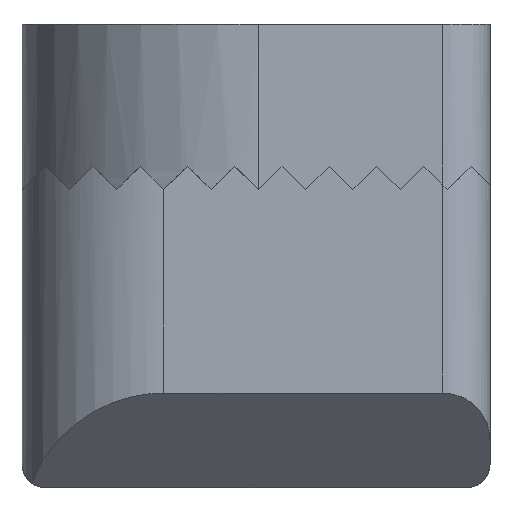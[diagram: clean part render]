
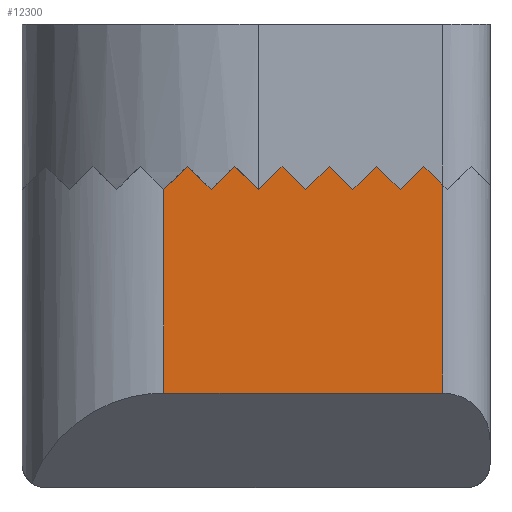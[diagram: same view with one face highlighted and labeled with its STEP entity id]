
A CAD part, front view. The second image highlights one B-rep face of the part: STEP entity #12300.
In plain terms, the highlighted planar face has unit normal (0, -1, 0).
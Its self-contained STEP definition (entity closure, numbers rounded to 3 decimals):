
#1420=CARTESIAN_POINT('',(2.7,0.,2.));
#1430=DIRECTION('',(-0.707,0.,-0.707));
#1440=VECTOR('',#1430,1.);
#1450=LINE('',#1420,#1440);
#1460=CARTESIAN_POINT('',(7.5,0.,6.8));
#1470=VERTEX_POINT('',#1460);
#1480=CARTESIAN_POINT('',(7.,0.,6.3));
#1490=VERTEX_POINT('',#1480);
#1500=EDGE_CURVE('',#1470,#1490,#1450,.T.);
#9680=CARTESIAN_POINT('',(3.,0.,2.));
#9690=VERTEX_POINT('',#9680);
#9720=CARTESIAN_POINT('',(5.95,0.,2.));
#9730=DIRECTION('',(1.,0.,0.));
#9740=VECTOR('',#9730,1.);
#9750=LINE('',#9720,#9740);
#9760=CARTESIAN_POINT('',(8.9,0.,2.));
#9770=VERTEX_POINT('',#9760);
#9780=EDGE_CURVE('',#9690,#9770,#9750,.T.);
#10200=CARTESIAN_POINT('',(-0.3,0.,2.));
#10210=DIRECTION('',(-0.707,0.,-0.707));
#10220=VECTOR('',#10210,1.);
#10230=LINE('',#10200,#10220);
#10240=CARTESIAN_POINT('',(4.5,0.,6.8));
#10250=VERTEX_POINT('',#10240);
#10260=CARTESIAN_POINT('',(4.,0.,6.3));
#10270=VERTEX_POINT('',#10260);
#10280=EDGE_CURVE('',#10250,#10270,#10230,.T.);
#10610=CARTESIAN_POINT('',(-1.3,0.,2.));
#10620=DIRECTION('',(-0.707,0.,-0.707));
#10630=VECTOR('',#10620,1.);
#10640=LINE('',#10610,#10630);
#10650=CARTESIAN_POINT('',(3.5,0.,6.8));
#10660=VERTEX_POINT('',#10650);
#10670=CARTESIAN_POINT('',(3.,0.,6.3));
#10680=VERTEX_POINT('',#10670);
#10690=EDGE_CURVE('',#10660,#10680,#10640,.T.);
#11390=CARTESIAN_POINT('',(9.9,0.,0.));
#11400=DIRECTION('',(-0.,-1.,-0.));
#11410=DIRECTION('',(-1.,0.,0.));
#11420=AXIS2_PLACEMENT_3D('',#11390,#11400,#11410);
#11430=PLANE('',#11420);
#11440=CARTESIAN_POINT('',(8.9,0.,0.));
#11450=DIRECTION('',(0.,0.,1.));
#11460=VECTOR('',#11450,1.);
#11470=LINE('',#11440,#11460);
#11480=CARTESIAN_POINT('',(8.9,0.,6.4));
#11490=VERTEX_POINT('',#11480);
#11500=EDGE_CURVE('',#9770,#11490,#11470,.T.);
#11510=ORIENTED_EDGE('',*,*,#11500,.T.);
#11520=ORIENTED_EDGE('',*,*,#9780,.T.);
#11530=CARTESIAN_POINT('',(3.,0.,0.));
#11540=DIRECTION('',(0.,0.,1.));
#11550=VECTOR('',#11540,1.);
#11560=LINE('',#11530,#11550);
#11570=EDGE_CURVE('',#9690,#10680,#11560,.T.);
#11580=ORIENTED_EDGE('',*,*,#11570,.F.);
#11590=ORIENTED_EDGE('',*,*,#10690,.T.);
#11600=CARTESIAN_POINT('',(8.3,0.,2.));
#11610=DIRECTION('',(-0.707,0.,0.707));
#11620=VECTOR('',#11610,1.);
#11630=LINE('',#11600,#11620);
#11640=EDGE_CURVE('',#10270,#10660,#11630,.T.);
#11650=ORIENTED_EDGE('',*,*,#11640,.T.);
#11660=ORIENTED_EDGE('',*,*,#10280,.T.);
#11670=CARTESIAN_POINT('',(9.3,0.,2.));
#11680=DIRECTION('',(-0.707,0.,0.707));
#11690=VECTOR('',#11680,1.);
#11700=LINE('',#11670,#11690);
#11710=CARTESIAN_POINT('',(5.,0.,6.3));
#11720=VERTEX_POINT('',#11710);
#11730=EDGE_CURVE('',#11720,#10250,#11700,.T.);
#11740=ORIENTED_EDGE('',*,*,#11730,.T.);
#11750=CARTESIAN_POINT('',(0.7,0.,2.));
#11760=DIRECTION('',(-0.707,0.,-0.707));
#11770=VECTOR('',#11760,1.);
#11780=LINE('',#11750,#11770);
#11790=CARTESIAN_POINT('',(5.5,0.,6.8));
#11800=VERTEX_POINT('',#11790);
#11810=EDGE_CURVE('',#11800,#11720,#11780,.T.);
#11820=ORIENTED_EDGE('',*,*,#11810,.T.);
#11830=CARTESIAN_POINT('',(10.3,0.,2.));
#11840=DIRECTION('',(-0.707,0.,0.707));
#11850=VECTOR('',#11840,1.);
#11860=LINE('',#11830,#11850);
#11870=CARTESIAN_POINT('',(6.,0.,6.3));
#11880=VERTEX_POINT('',#11870);
#11890=EDGE_CURVE('',#11880,#11800,#11860,.T.);
#11900=ORIENTED_EDGE('',*,*,#11890,.T.);
#11910=CARTESIAN_POINT('',(1.7,0.,2.));
#11920=DIRECTION('',(-0.707,0.,-0.707));
#11930=VECTOR('',#11920,1.);
#11940=LINE('',#11910,#11930);
#11950=CARTESIAN_POINT('',(6.5,0.,6.8));
#11960=VERTEX_POINT('',#11950);
#11970=EDGE_CURVE('',#11960,#11880,#11940,.T.);
#11980=ORIENTED_EDGE('',*,*,#11970,.T.);
#11990=CARTESIAN_POINT('',(11.3,0.,2.));
#12000=DIRECTION('',(-0.707,0.,0.707));
#12010=VECTOR('',#12000,1.);
#12020=LINE('',#11990,#12010);
#12030=EDGE_CURVE('',#1490,#11960,#12020,.T.);
#12040=ORIENTED_EDGE('',*,*,#12030,.T.);
#12050=ORIENTED_EDGE('',*,*,#1500,.T.);
#12060=CARTESIAN_POINT('',(12.3,0.,2.));
#12070=DIRECTION('',(-0.707,0.,0.707));
#12080=VECTOR('',#12070,1.);
#12090=LINE('',#12060,#12080);
#12100=CARTESIAN_POINT('',(8.,0.,6.3));
#12110=VERTEX_POINT('',#12100);
#12120=EDGE_CURVE('',#12110,#1470,#12090,.T.);
#12130=ORIENTED_EDGE('',*,*,#12120,.T.);
#12140=CARTESIAN_POINT('',(3.7,0.,2.));
#12150=DIRECTION('',(-0.707,0.,-0.707));
#12160=VECTOR('',#12150,1.);
#12170=LINE('',#12140,#12160);
#12180=CARTESIAN_POINT('',(8.5,0.,6.8));
#12190=VERTEX_POINT('',#12180);
#12200=EDGE_CURVE('',#12190,#12110,#12170,.T.);
#12210=ORIENTED_EDGE('',*,*,#12200,.T.);
#12220=CARTESIAN_POINT('',(13.3,0.,2.));
#12230=DIRECTION('',(-0.707,0.,0.707));
#12240=VECTOR('',#12230,1.);
#12250=LINE('',#12220,#12240);
#12260=EDGE_CURVE('',#11490,#12190,#12250,.T.);
#12270=ORIENTED_EDGE('',*,*,#12260,.T.);
#12280=EDGE_LOOP('',(#12270,#12210,#12130,#12050,#12040,#11980,#11900,
#11820,#11740,#11660,#11650,#11590,#11580,#11520,#11510));
#12290=FACE_OUTER_BOUND('',#12280,.T.);
#12300=ADVANCED_FACE('',(#12290),#11430,.T.);
